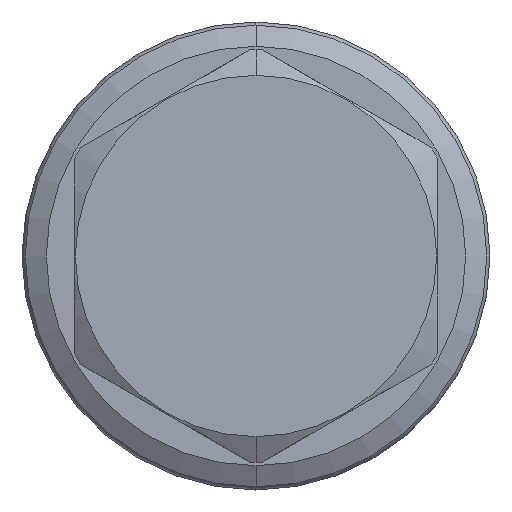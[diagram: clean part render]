
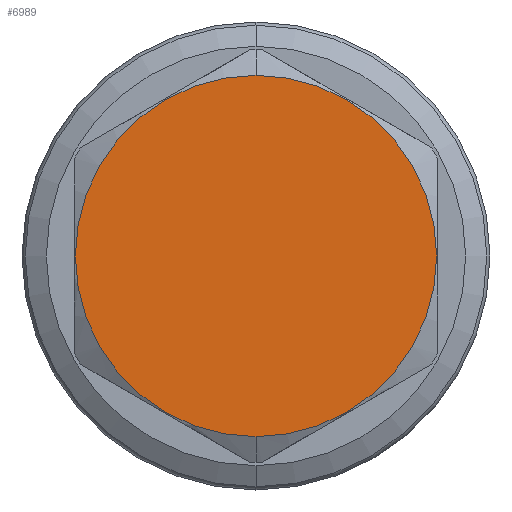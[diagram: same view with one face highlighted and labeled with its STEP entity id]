
A CAD part, left-side view. The second image highlights one B-rep face of the part: STEP entity #6989.
In plain terms, the highlighted planar face has unit normal (-1, 0, 0).
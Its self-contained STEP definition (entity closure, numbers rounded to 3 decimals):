
#7 = VERTEX_POINT ( 'NONE', #5370 ) ;
#97 = VERTEX_POINT ( 'NONE', #5601 ) ;
#835 = CIRCLE ( 'NONE', #6509, 20.5 ) ;
#1785 = DIRECTION ( 'NONE',  ( 0., 0., 1. ) ) ;
#1786 = DIRECTION ( 'NONE',  ( -1., 0., 0. ) ) ;
#1788 = CARTESIAN_POINT ( 'NONE',  ( -67.661, 17.993, 0. ) ) ;
#2054 = FACE_OUTER_BOUND ( 'NONE', #5106, .T. ) ;
#3267 = AXIS2_PLACEMENT_3D ( 'NONE', #7412, #7075, #7484 ) ;
#4272 = CIRCLE ( 'NONE', #6605, 20.5 ) ;
#4576 = ORIENTED_EDGE ( 'NONE', *, *, #6675, .T. ) ;
#4577 = ORIENTED_EDGE ( 'NONE', *, *, #6919, .T. ) ;
#5106 = EDGE_LOOP ( 'NONE', ( #4576, #4577 ) ) ;
#5370 = CARTESIAN_POINT ( 'NONE',  ( -67.661, 17.993, -20.5 ) ) ;
#5601 = CARTESIAN_POINT ( 'NONE',  ( -67.661, 17.993, 20.5 ) ) ;
#6509 = AXIS2_PLACEMENT_3D ( 'NONE', #1788, #1786, #1785 ) ;
#6605 = AXIS2_PLACEMENT_3D ( 'NONE', #7869, #7868, #7867 ) ;
#6675 = EDGE_CURVE ( 'NONE', #7, #97, #4272, .T. ) ;
#6919 = EDGE_CURVE ( 'NONE', #97, #7, #835, .T. ) ;
#6989 = ADVANCED_FACE ( 'NONE', ( #2054 ), #7207, .F. ) ;
#7075 = DIRECTION ( 'NONE',  ( 1., 0., 0. ) ) ;
#7207 = PLANE ( 'NONE',  #3267 ) ;
#7412 = CARTESIAN_POINT ( 'NONE',  ( -67.661, 17.993, -23.787 ) ) ;
#7484 = DIRECTION ( 'NONE',  ( 0., 0., -1. ) ) ;
#7867 = DIRECTION ( 'NONE',  ( 0., 0., 1. ) ) ;
#7868 = DIRECTION ( 'NONE',  ( -1., 0., 0. ) ) ;
#7869 = CARTESIAN_POINT ( 'NONE',  ( -67.661, 17.993, 0. ) ) ;
